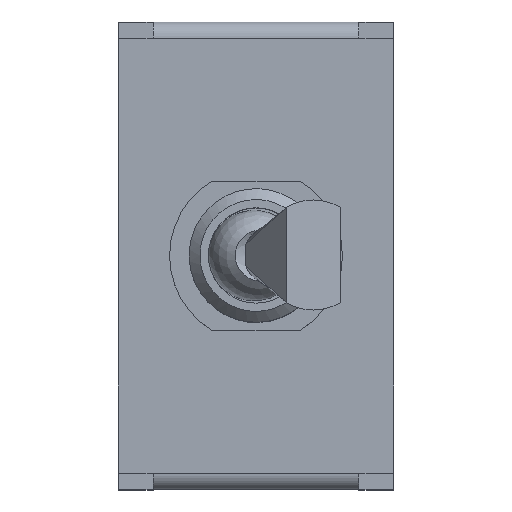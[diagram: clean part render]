
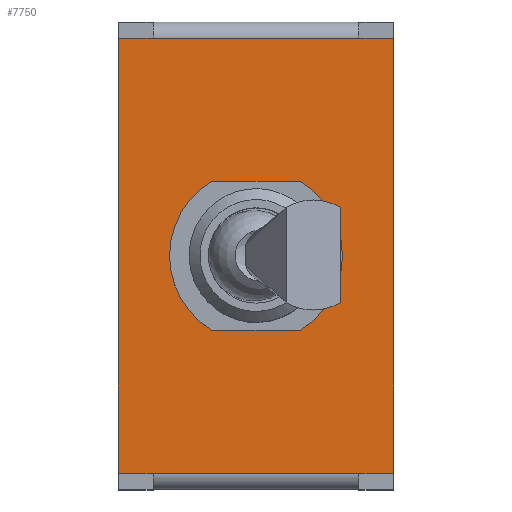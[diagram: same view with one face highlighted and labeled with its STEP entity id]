
A CAD part, top view. The second image highlights one B-rep face of the part: STEP entity #7750.
In plain terms, the highlighted planar face has unit normal (0, 0, 1).
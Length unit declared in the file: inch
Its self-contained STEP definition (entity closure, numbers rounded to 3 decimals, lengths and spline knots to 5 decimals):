
#260=FACE_BOUND('',#2860,.T.);
#284=LINE('',#11314,#1158);
#288=LINE('',#11323,#1162);
#451=LINE('',#11699,#1325);
#453=LINE('',#11704,#1327);
#455=LINE('',#11707,#1329);
#458=LINE('',#11713,#1332);
#463=LINE('',#11723,#1337);
#465=LINE('',#11726,#1339);
#473=LINE('',#11745,#1347);
#474=LINE('',#11748,#1348);
#1158=VECTOR('',#8939,0.3937);
#1162=VECTOR('',#8949,0.3937);
#1325=VECTOR('',#9276,0.3937);
#1327=VECTOR('',#9280,0.3937);
#1329=VECTOR('',#9284,0.3937);
#1332=VECTOR('',#9289,0.3937);
#1337=VECTOR('',#9296,0.3937);
#1339=VECTOR('',#9300,0.3937);
#1347=VECTOR('',#9320,0.3937);
#1348=VECTOR('',#9325,0.3937);
#2089=PLANE('',#8269);
#2388=FACE_OUTER_BOUND('',#2859,.T.);
#2859=EDGE_LOOP('',(#5739,#5740,#5741,#5742,#5743,#5744,#5745,#5746));
#2860=EDGE_LOOP('',(#5747,#5748,#5749,#5750));
#3269=CIRCLE('',#8173,0.15709);
#3270=CIRCLE('',#8176,0.15709);
#3499=VERTEX_POINT('',#11312);
#3500=VERTEX_POINT('',#11313);
#3501=VERTEX_POINT('',#11318);
#3502=VERTEX_POINT('',#11322);
#3522=VERTEX_POINT('',#11376);
#3530=VERTEX_POINT('',#11394);
#3533=VERTEX_POINT('',#11401);
#3632=VERTEX_POINT('',#11695);
#3635=VERTEX_POINT('',#11702);
#3637=VERTEX_POINT('',#11711);
#3638=VERTEX_POINT('',#11716);
#3641=VERTEX_POINT('',#11721);
#4215=EDGE_CURVE('',#3499,#3500,#284,.T.);
#4218=EDGE_CURVE('',#3501,#3499,#3269,.T.);
#4220=EDGE_CURVE('',#3502,#3501,#288,.T.);
#4222=EDGE_CURVE('',#3500,#3502,#3270,.T.);
#4404=EDGE_CURVE('',#3533,#3632,#451,.T.);
#4406=EDGE_CURVE('',#3522,#3635,#453,.T.);
#4408=EDGE_CURVE('',#3635,#3632,#455,.T.);
#4411=EDGE_CURVE('',#3530,#3637,#458,.T.);
#4416=EDGE_CURVE('',#3641,#3638,#463,.T.);
#4418=EDGE_CURVE('',#3637,#3638,#465,.T.);
#4428=EDGE_CURVE('',#3641,#3522,#473,.T.);
#4430=EDGE_CURVE('',#3530,#3533,#474,.T.);
#5739=ORIENTED_EDGE('',*,*,#4430,.F.);
#5740=ORIENTED_EDGE('',*,*,#4411,.T.);
#5741=ORIENTED_EDGE('',*,*,#4418,.T.);
#5742=ORIENTED_EDGE('',*,*,#4416,.F.);
#5743=ORIENTED_EDGE('',*,*,#4428,.T.);
#5744=ORIENTED_EDGE('',*,*,#4406,.T.);
#5745=ORIENTED_EDGE('',*,*,#4408,.T.);
#5746=ORIENTED_EDGE('',*,*,#4404,.F.);
#5747=ORIENTED_EDGE('',*,*,#4215,.T.);
#5748=ORIENTED_EDGE('',*,*,#4222,.T.);
#5749=ORIENTED_EDGE('',*,*,#4220,.T.);
#5750=ORIENTED_EDGE('',*,*,#4218,.T.);
#7750=ADVANCED_FACE('',(#2388,#260),#2089,.T.);
#8173=AXIS2_PLACEMENT_3D('',#11319,#8944,#8945);
#8176=AXIS2_PLACEMENT_3D('',#11326,#8953,#8954);
#8269=AXIS2_PLACEMENT_3D('',#11747,#9323,#9324);
#8939=DIRECTION('',(1.,0.,0.));
#8944=DIRECTION('center_axis',(0.,0.,-1.));
#8945=DIRECTION('ref_axis',(1.,0.,0.));
#8949=DIRECTION('',(-1.,0.,0.));
#8953=DIRECTION('center_axis',(0.,0.,-1.));
#8954=DIRECTION('ref_axis',(1.,0.,0.));
#9276=DIRECTION('',(-1.,0.,0.));
#9280=DIRECTION('',(-1.,0.,0.));
#9284=DIRECTION('',(0.,-1.,0.));
#9289=DIRECTION('',(1.,0.,0.));
#9296=DIRECTION('',(1.,0.,0.));
#9300=DIRECTION('',(0.,1.,0.));
#9320=DIRECTION('',(-1.,0.,0.));
#9323=DIRECTION('center_axis',(0.,0.,1.));
#9324=DIRECTION('ref_axis',(1.,0.,0.));
#9325=DIRECTION('',(-1.,0.,0.));
#11312=CARTESIAN_POINT('',(-0.08025,0.13504,0.41496));
#11313=CARTESIAN_POINT('',(0.08025,0.13504,0.41496));
#11314=CARTESIAN_POINT('',(0.04013,0.13504,0.41496));
#11318=CARTESIAN_POINT('',(-0.08025,-0.13504,0.41496));
#11319=CARTESIAN_POINT('Origin',(0.,0.,
0.41496));
#11322=CARTESIAN_POINT('',(0.08025,-0.13504,0.41496));
#11323=CARTESIAN_POINT('',(-0.04013,-0.13504,0.41496));
#11326=CARTESIAN_POINT('Origin',(0.,0.,
0.41496));
#11376=CARTESIAN_POINT('',(-0.18701,0.39508,0.41496));
#11394=CARTESIAN_POINT('',(0.18701,-0.39508,0.41496));
#11401=CARTESIAN_POINT('',(-0.18701,-0.39508,0.41496));
#11695=CARTESIAN_POINT('',(-0.25,-0.39508,0.41496));
#11699=CARTESIAN_POINT('',(-0.18701,-0.39508,0.41496));
#11702=CARTESIAN_POINT('',(-0.25,0.39508,0.41496));
#11704=CARTESIAN_POINT('',(-0.18701,0.39508,0.41496));
#11707=CARTESIAN_POINT('',(-0.25,-0.39508,0.41496));
#11711=CARTESIAN_POINT('',(0.25,-0.39508,0.41496));
#11713=CARTESIAN_POINT('',(0.18701,-0.39508,0.41496));
#11716=CARTESIAN_POINT('',(0.25,0.39508,0.41496));
#11721=CARTESIAN_POINT('',(0.18701,0.39508,0.41496));
#11723=CARTESIAN_POINT('',(0.18701,0.39508,0.41496));
#11726=CARTESIAN_POINT('',(0.25,0.39508,0.41496));
#11745=CARTESIAN_POINT('',(0.,0.39508,0.41496));
#11747=CARTESIAN_POINT('Origin',(0.,0.39508,
0.41496));
#11748=CARTESIAN_POINT('',(0.,-0.39508,0.41496));
